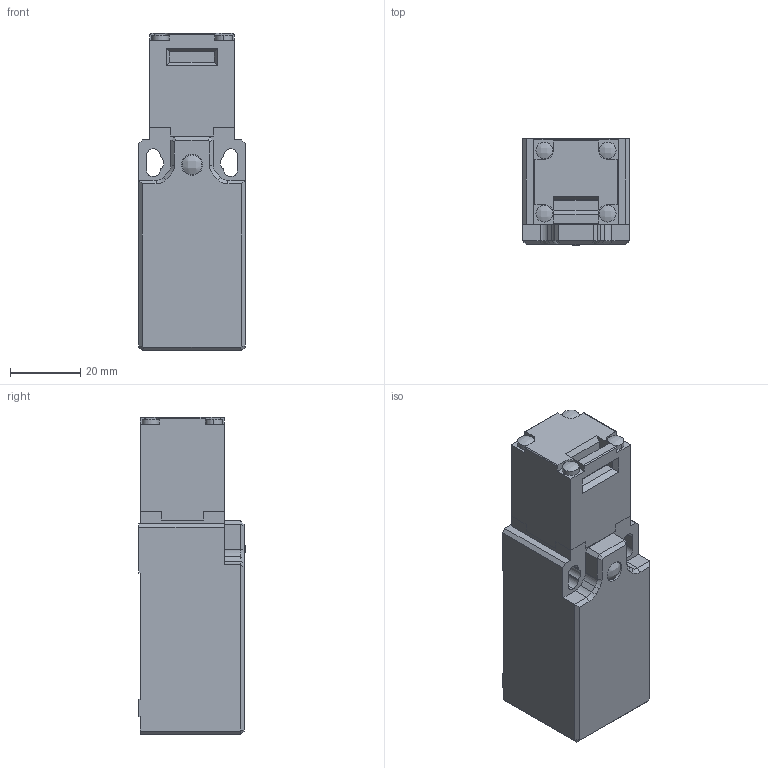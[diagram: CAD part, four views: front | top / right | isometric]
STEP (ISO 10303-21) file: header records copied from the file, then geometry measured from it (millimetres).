
FILE_DESCRIPTION (( 'STEP AP214' ), '1' );
FILE_NAME ('SP2K20W02.step', '2017-12-19T21:46:31', ( '' ), ( '' ), 'SwSTEP 2.0', 'SolidWorks 2017', '' );
FILE_SCHEMA (( 'AUTOMOTIVE_DESIGN' ));
Length unit declared in the file: inch
Products named in the file (1): SP2K20W02
Bounding box: 30.3 x 30.36 x 90.3 mm (x, y, z)
Volume: 65564 mm3; surface area: 15679.7 mm2
Topology: 2 solids, 2 shells, 167 faces, 442 edges, 286 vertices
Faces by surface type: plane 112, cylinder 44, cone 6, bspline 5
Entity records: 5238 total; most frequent: CARTESIAN_POINT 971, ORIENTED_EDGE 884, DIRECTION 860, EDGE_CURVE 442, VECTOR 350, LINE 350, VERTEX_POINT 286, AXIS2_PLACEMENT_3D 255
